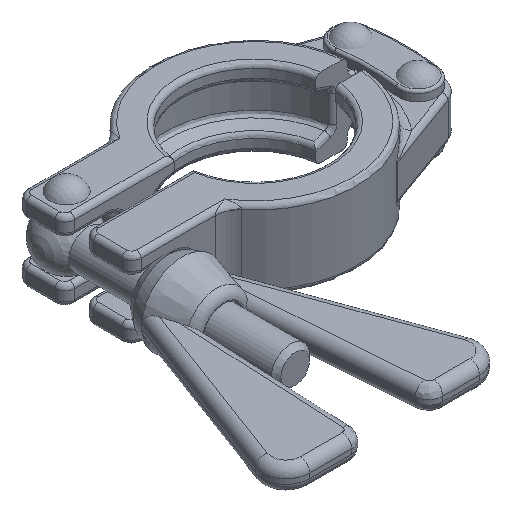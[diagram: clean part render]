
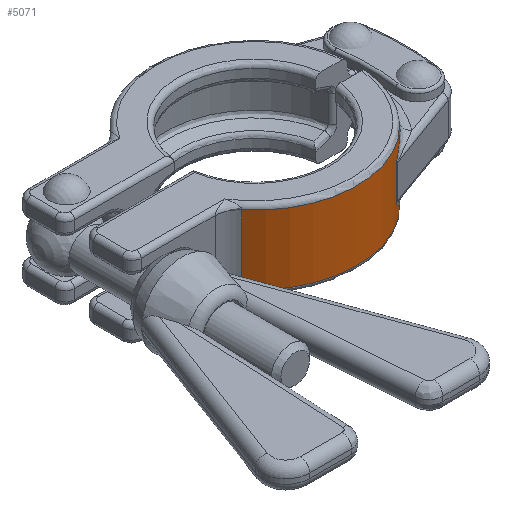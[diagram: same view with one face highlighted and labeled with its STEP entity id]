
A CAD part, isometric view. The second image highlights one B-rep face of the part: STEP entity #5071.
In plain terms, the highlighted cylindrical face has radius 21.5 mm (diameter 43 mm), a partial arc.
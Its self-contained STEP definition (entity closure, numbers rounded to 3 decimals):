
#4624=CARTESIAN_POINT('',(-16.493,13.792,-7.25));
#4625=VERTEX_POINT('',#4624);
#4643=CARTESIAN_POINT('',(-16.493,13.792,7.25));
#4644=VERTEX_POINT('',#4643);
#4652=CARTESIAN_POINT('',(-16.493,13.792,7.25));
#4653=DIRECTION('',(0.0,0.0,-1.0));
#4654=VECTOR('',#4653,14.5);
#4655=LINE('',#4652,#4654);
#4656=EDGE_CURVE('',#4644,#4625,#4655,.T.);
#4907=CARTESIAN_POINT('',(21.407,2.0,-7.25));
#4908=VERTEX_POINT('',#4907);
#4909=CARTESIAN_POINT('',(0.0,0.0,-7.25));
#4910=DIRECTION('',(0.0,0.0,-1.));
#4911=DIRECTION('',(0.247,0.969,0.0));
#4912=AXIS2_PLACEMENT_3D('',#4909,#4910,#4911);
#4913=CIRCLE('',#4912,21.5);
#4914=EDGE_CURVE('',#4625,#4908,#4913,.T.);
#4953=CARTESIAN_POINT('',(0.0,0.0,0.0));
#4954=DIRECTION('',(0.0,0.0,1.0));
#4955=DIRECTION('',(0.558,0.83,0.0));
#4956=AXIS2_PLACEMENT_3D('',#4953,#4954,#4955);
#4957=CYLINDRICAL_SURFACE('',#4956,21.5);
#4958=ORIENTED_EDGE('',*,*,#4656,.F.);
#4959=CARTESIAN_POINT('',(21.407,2.0,7.25));
#4960=VERTEX_POINT('',#4959);
#4961=CARTESIAN_POINT('',(0.0,0.0,7.25));
#4962=DIRECTION('',(0.0,0.0,1.0));
#4963=DIRECTION('',(0.247,0.969,0.0));
#4964=AXIS2_PLACEMENT_3D('',#4961,#4962,#4963);
#4965=CIRCLE('',#4964,21.5);
#4966=EDGE_CURVE('',#4960,#4644,#4965,.T.);
#4967=ORIENTED_EDGE('',*,*,#4966,.F.);
#4968=CARTESIAN_POINT('',(21.407,2.,6.387));
#4969=VERTEX_POINT('',#4968);
#4970=CARTESIAN_POINT('',(21.407,2.0,7.25));
#4971=DIRECTION('',(0.0,0.0,-1.0));
#4972=VECTOR('',#4971,0.863);
#4973=LINE('',#4970,#4972);
#4974=EDGE_CURVE('',#4960,#4969,#4973,.T.);
#4975=ORIENTED_EDGE('',*,*,#4974,.T.);
#4976=CARTESIAN_POINT('',(21.324,2.745,6.5));
#4977=VERTEX_POINT('',#4976);
#4978=CARTESIAN_POINT('',(21.324,2.745,6.5));
#4979=CARTESIAN_POINT('',(21.35,2.542,6.5));
#4980=CARTESIAN_POINT('',(21.379,2.29,6.47));
#4981=CARTESIAN_POINT('',(21.402,2.046,6.402));
#4982=CARTESIAN_POINT('',(21.407,2.,6.387));
#4983=B_SPLINE_CURVE_WITH_KNOTS('',3,(#4978,#4979,#4980,#4981,#4982),.UNSPECIFIED.,.F.,.U.,(4,1,4),(1.887,1.954,1.969),.UNSPECIFIED.);
#4984=EDGE_CURVE('',#4977,#4969,#4983,.T.);
#4985=ORIENTED_EDGE('',*,*,#4984,.F.);
#4986=CARTESIAN_POINT('',(17.008,13.153,6.5));
#4987=VERTEX_POINT('',#4986);
#4988=CARTESIAN_POINT('',(0.0,0.0,6.5));
#4989=DIRECTION('',(0.0,0.0,-1.));
#4990=DIRECTION('',(0.885,0.466,0.0));
#4991=AXIS2_PLACEMENT_3D('',#4988,#4989,#4990);
#4992=CIRCLE('',#4991,21.5);
#4993=EDGE_CURVE('',#4987,#4977,#4992,.T.);
#4994=ORIENTED_EDGE('',*,*,#4993,.F.);
#4995=CARTESIAN_POINT('',(11.812,17.965,3.5));
#4996=VERTEX_POINT('',#4995);
#4997=CARTESIAN_POINT('',(11.812,17.965,3.5));
#4998=CARTESIAN_POINT('',(11.812,17.965,3.603));
#4999=CARTESIAN_POINT('',(11.85,17.94,3.81));
#5000=CARTESIAN_POINT('',(12.025,17.823,4.159));
#5001=CARTESIAN_POINT('',(12.324,17.619,4.5));
#5002=CARTESIAN_POINT('',(12.719,17.337,4.834));
#5003=CARTESIAN_POINT('',(13.031,17.102,5.053));
#5004=CARTESIAN_POINT('',(13.258,16.926,5.198));
#5005=CARTESIAN_POINT('',(13.439,16.783,5.309));
#5006=CARTESIAN_POINT('',(13.666,16.599,5.441));
#5007=CARTESIAN_POINT('',(14.121,16.218,5.685));
#5008=CARTESIAN_POINT('',(14.753,15.652,5.977));
#5009=CARTESIAN_POINT('',(15.406,15.005,6.215));
#5010=CARTESIAN_POINT('',(16.173,14.182,6.428));
#5011=CARTESIAN_POINT('',(16.661,13.601,6.5));
#5012=CARTESIAN_POINT('',(17.008,13.153,6.5));
#5013=B_SPLINE_CURVE_WITH_KNOTS('',3,(#4997,#4998,#4999,#5000,#5001,#5002,#5003,#5004,#5005,#5006,#5007,#5008,#5009,#5010,#5011,#5012),.UNSPECIFIED.,.F.,.U.,(4,1,1,1,1,1,1,1,1,1,1,1,1,4),(0.0,0.031,0.062,0.124,0.186,0.248,0.269,0.289,0.33,0.372,0.496,0.62,0.682,0.867),.UNSPECIFIED.);
#5014=EDGE_CURVE('',#4996,#4987,#5013,.T.);
#5015=ORIENTED_EDGE('',*,*,#5014,.F.);
#5016=CARTESIAN_POINT('',(11.812,17.965,-3.5));
#5017=VERTEX_POINT('',#5016);
#5018=CARTESIAN_POINT('',(11.812,17.965,-3.5));
#5019=DIRECTION('',(0.0,0.0,1.0));
#5020=VECTOR('',#5019,7.);
#5021=LINE('',#5018,#5020);
#5022=EDGE_CURVE('',#5017,#4996,#5021,.T.);
#5023=ORIENTED_EDGE('',*,*,#5022,.F.);
#5024=CARTESIAN_POINT('',(17.008,13.153,-6.5));
#5025=VERTEX_POINT('',#5024);
#5026=CARTESIAN_POINT('',(17.008,13.153,-6.5));
#5027=CARTESIAN_POINT('',(16.776,13.452,-6.5));
#5028=CARTESIAN_POINT('',(16.296,14.04,-6.451));
#5029=CARTESIAN_POINT('',(15.541,14.871,-6.263));
#5030=CARTESIAN_POINT('',(14.754,15.652,-5.977));
#5031=CARTESIAN_POINT('',(14.013,16.315,-5.634));
#5032=CARTESIAN_POINT('',(13.462,16.767,-5.327));
#5033=CARTESIAN_POINT('',(12.917,17.192,-4.98));
#5034=CARTESIAN_POINT('',(12.446,17.536,-4.636));
#5035=CARTESIAN_POINT('',(12.025,17.823,-4.16));
#5036=CARTESIAN_POINT('',(11.883,17.918,-3.875));
#5037=CARTESIAN_POINT('',(11.826,17.955,-3.682));
#5038=CARTESIAN_POINT('',(11.812,17.965,-3.578));
#5039=CARTESIAN_POINT('',(11.812,17.965,-3.5));
#5040=B_SPLINE_CURVE_WITH_KNOTS('',3,(#5026,#5027,#5028,#5029,#5030,#5031,#5032,#5033,#5034,#5035,#5036,#5037,#5038,#5039),.UNSPECIFIED.,.F.,.U.,(4,1,1,1,1,1,1,1,1,1,1,4),(0.0,0.124,0.248,0.372,0.496,0.589,0.62,0.744,0.806,0.837,0.845,0.868),.UNSPECIFIED.);
#5041=EDGE_CURVE('',#5025,#5017,#5040,.T.);
#5042=ORIENTED_EDGE('',*,*,#5041,.F.);
#5043=CARTESIAN_POINT('',(21.324,2.745,-6.5));
#5044=VERTEX_POINT('',#5043);
#5045=CARTESIAN_POINT('',(0.0,0.0,-6.5));
#5046=DIRECTION('',(0.0,0.0,1.));
#5047=DIRECTION('',(0.885,0.466,0.0));
#5048=AXIS2_PLACEMENT_3D('',#5045,#5046,#5047);
#5049=CIRCLE('',#5048,21.5);
#5050=EDGE_CURVE('',#5044,#5025,#5049,.T.);
#5051=ORIENTED_EDGE('',*,*,#5050,.F.);
#5052=CARTESIAN_POINT('',(21.407,2.,-6.387));
#5053=VERTEX_POINT('',#5052);
#5054=CARTESIAN_POINT('',(21.407,2.,-6.387));
#5055=CARTESIAN_POINT('',(21.402,2.046,-6.402));
#5056=CARTESIAN_POINT('',(21.379,2.29,-6.469));
#5057=CARTESIAN_POINT('',(21.35,2.542,-6.5));
#5058=CARTESIAN_POINT('',(21.324,2.745,-6.5));
#5059=B_SPLINE_CURVE_WITH_KNOTS('',3,(#5054,#5055,#5056,#5057,#5058),.UNSPECIFIED.,.F.,.U.,(4,1,4),(1.804,1.819,1.887),.UNSPECIFIED.);
#5060=EDGE_CURVE('',#5053,#5044,#5059,.T.);
#5061=ORIENTED_EDGE('',*,*,#5060,.F.);
#5062=CARTESIAN_POINT('',(21.407,2.,-6.387));
#5063=DIRECTION('',(0.0,0.0,-1.0));
#5064=VECTOR('',#5063,0.863);
#5065=LINE('',#5062,#5064);
#5066=EDGE_CURVE('',#5053,#4908,#5065,.T.);
#5067=ORIENTED_EDGE('',*,*,#5066,.T.);
#5068=ORIENTED_EDGE('',*,*,#4914,.F.);
#5069=EDGE_LOOP('',(#4958,#4967,#4975,#4985,#4994,#5015,#5023,#5042,#5051,#5061,#5067,#5068));
#5070=FACE_OUTER_BOUND('',#5069,.T.);
#5071=ADVANCED_FACE('',(#5070),#4957,.T.);
